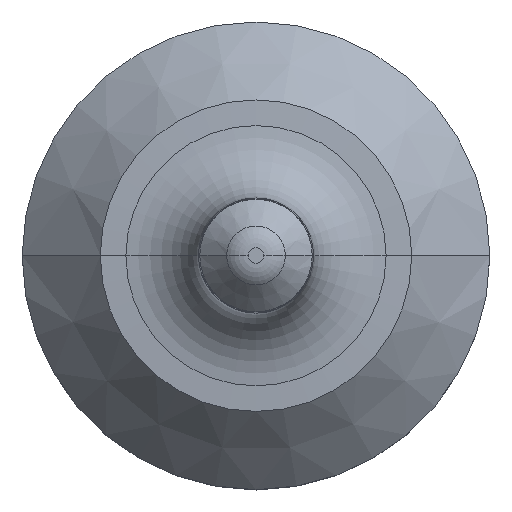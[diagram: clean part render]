
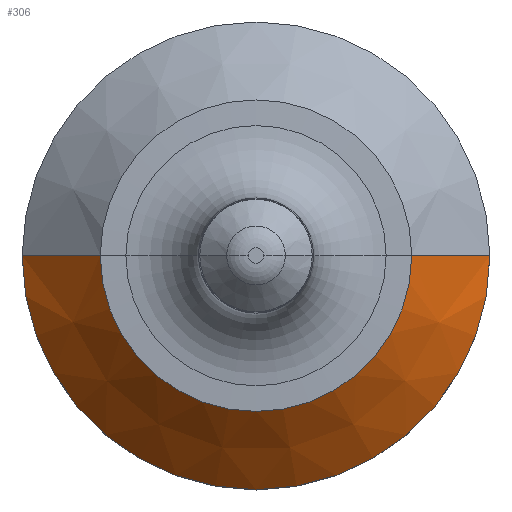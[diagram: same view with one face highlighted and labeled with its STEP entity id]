
A CAD part, top view. The second image highlights one B-rep face of the part: STEP entity #306.
In plain terms, the highlighted conical face has half-angle 44.999 degrees and reference radius 2.032 mm.
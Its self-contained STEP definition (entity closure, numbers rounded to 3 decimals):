
#2 = EDGE_CURVE ( 'NONE', #9, #53, #395, .T. ) ;
#3 = EDGE_CURVE ( 'NONE', #6, #50, #389, .T. ) ;
#6 = VERTEX_POINT ( 'NONE', #290 ) ;
#9 = VERTEX_POINT ( 'NONE', #357 ) ;
#50 = VERTEX_POINT ( 'NONE', #477 ) ;
#53 = VERTEX_POINT ( 'NONE', #508 ) ;
#224 = EDGE_LOOP ( 'NONE', ( #362, #358, #308, #225 ) ) ;
#225 = ORIENTED_EDGE ( 'NONE', *, *, #361, .F. ) ;
#226 = EDGE_CURVE ( 'NONE', #9, #6, #908, .T. ) ;
#290 = CARTESIAN_POINT ( 'NONE',  ( -2.032, 0., 33.151 ) ) ;
#306 = ADVANCED_FACE ( 'NONE', ( #913 ), #932, .T. ) ;
#308 = ORIENTED_EDGE ( 'NONE', *, *, #3, .T. ) ;
#357 = CARTESIAN_POINT ( 'NONE',  ( 2.032, 0., 33.151 ) ) ;
#358 = ORIENTED_EDGE ( 'NONE', *, *, #226, .T. ) ;
#361 = EDGE_CURVE ( 'NONE', #53, #50, #982, .T. ) ;
#362 = ORIENTED_EDGE ( 'NONE', *, *, #2, .F. ) ;
#386 = DIRECTION ( 'NONE',  ( -0.707, 0., -0.707 ) ) ;
#387 = VECTOR ( 'NONE', #386, 1000. ) ;
#388 = CARTESIAN_POINT ( 'NONE',  ( -2.032, 0., 33.151 ) ) ;
#389 = LINE ( 'NONE', #388, #387 ) ;
#392 = DIRECTION ( 'NONE',  ( 0.707, 0., -0.707 ) ) ;
#393 = VECTOR ( 'NONE', #392, 1000. ) ;
#394 = CARTESIAN_POINT ( 'NONE',  ( 2.032, 0., 33.151 ) ) ;
#395 = LINE ( 'NONE', #394, #393 ) ;
#477 = CARTESIAN_POINT ( 'NONE',  ( -3.051, 0., 32.132 ) ) ;
#508 = CARTESIAN_POINT ( 'NONE',  ( 3.051, 0., 32.132 ) ) ;
#820 = AXIS2_PLACEMENT_3D ( 'NONE', #907, #906, #905 ) ;
#905 = DIRECTION ( 'NONE',  ( -1., 0., 0. ) ) ;
#906 = DIRECTION ( 'NONE',  ( 0., 0., -1. ) ) ;
#907 = CARTESIAN_POINT ( 'NONE',  ( 0., 0., 33.151 ) ) ;
#908 = CIRCLE ( 'NONE', #820, 2.032 ) ;
#913 = FACE_OUTER_BOUND ( 'NONE', #224, .T. ) ;
#916 = DIRECTION ( 'NONE',  ( -1., 0., 0. ) ) ;
#932 = CONICAL_SURFACE ( 'NONE', #958, 2.032, 0.785 ) ;
#934 = CARTESIAN_POINT ( 'NONE',  ( 0., 0., 33.151 ) ) ;
#958 = AXIS2_PLACEMENT_3D ( 'NONE', #934, #961, #916 ) ;
#961 = DIRECTION ( 'NONE',  ( 0., 0., -1. ) ) ;
#982 = CIRCLE ( 'NONE', #988, 3.051 ) ;
#988 = AXIS2_PLACEMENT_3D ( 'NONE', #1007, #1006, #1005 ) ;
#1005 = DIRECTION ( 'NONE',  ( -1., 0., 0. ) ) ;
#1006 = DIRECTION ( 'NONE',  ( 0., 0., -1. ) ) ;
#1007 = CARTESIAN_POINT ( 'NONE',  ( 0., 0., 32.132 ) ) ;
